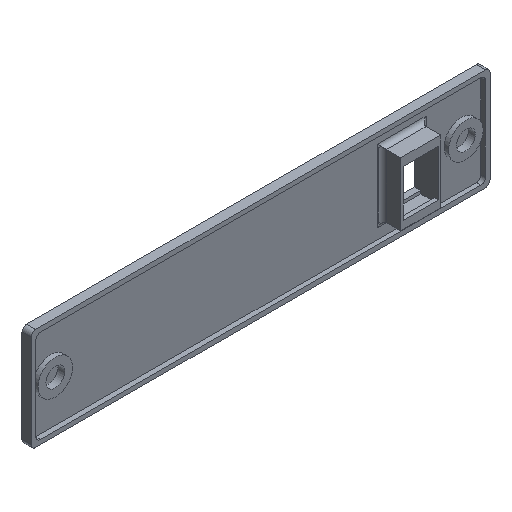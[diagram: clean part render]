
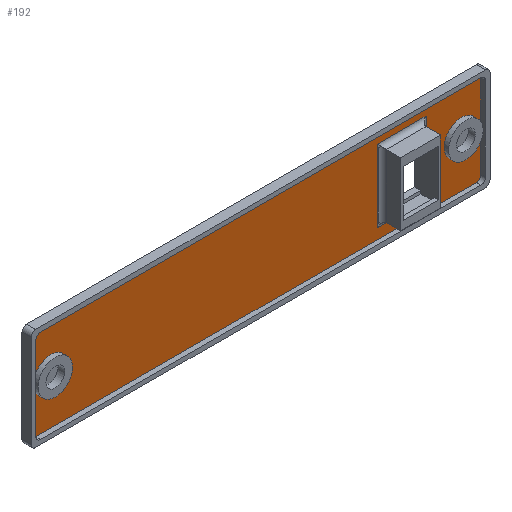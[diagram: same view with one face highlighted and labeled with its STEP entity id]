
A CAD part, isometric view. The second image highlights one B-rep face of the part: STEP entity #192.
In plain terms, the highlighted planar face has unit normal (0, -1, 0).
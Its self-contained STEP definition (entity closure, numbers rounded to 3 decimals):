
#27=CARTESIAN_POINT('',(-425.8,22.,426.75));
#28=DIRECTION('',(0.,-1.,0.));
#29=DIRECTION('',(0.,0.,-1.));
#30=AXIS2_PLACEMENT_3D('',#27,#28,#29);
#31=PLANE('',#30);
#32=CARTESIAN_POINT('',(-509.8,22.,497.305));
#33=VERTEX_POINT('',#32);
#34=CARTESIAN_POINT('',(-509.8,22.,460.855));
#35=VERTEX_POINT('',#34);
#36=CARTESIAN_POINT('',(-509.8,22.,497.305));
#37=DIRECTION('',(0.,0.,-1.));
#38=VECTOR('',#37,36.45);
#39=LINE('',#36,#38);
#40=EDGE_CURVE('',#33,#35,#39,.T.);
#41=ORIENTED_EDGE('',*,*,#40,.T.);
#42=CARTESIAN_POINT('',(-507.8,22.,458.855));
#43=VERTEX_POINT('',#42);
#44=CARTESIAN_POINT('',(-507.8,22.,460.855));
#45=DIRECTION('',(0.,-1.,0.));
#46=DIRECTION('',(1.,0.,0.));
#47=AXIS2_PLACEMENT_3D('',#44,#45,#46);
#48=CIRCLE('',#47,2.);
#49=EDGE_CURVE('',#35,#43,#48,.T.);
#50=ORIENTED_EDGE('',*,*,#49,.T.);
#51=CARTESIAN_POINT('',(-316.2,22.,458.855));
#52=VERTEX_POINT('',#51);
#53=CARTESIAN_POINT('',(-507.8,22.,458.855));
#54=DIRECTION('',(1.,0.,0.));
#55=VECTOR('',#54,191.6);
#56=LINE('',#53,#55);
#57=EDGE_CURVE('',#43,#52,#56,.T.);
#58=ORIENTED_EDGE('',*,*,#57,.T.);
#59=CARTESIAN_POINT('',(-314.2,22.,460.855));
#60=VERTEX_POINT('',#59);
#61=CARTESIAN_POINT('',(-316.2,22.,460.855));
#62=DIRECTION('',(-0.,1.,0.));
#63=DIRECTION('',(-1.,-0.,0.));
#64=AXIS2_PLACEMENT_3D('',#61,#62,#63);
#65=CIRCLE('',#64,2.);
#66=EDGE_CURVE('',#60,#52,#65,.T.);
#67=ORIENTED_EDGE('',*,*,#66,.F.);
#68=CARTESIAN_POINT('',(-314.2,22.,497.305));
#69=VERTEX_POINT('',#68);
#70=CARTESIAN_POINT('',(-314.2,22.,497.305));
#71=DIRECTION('',(0.,0.,-1.));
#72=VECTOR('',#71,36.45);
#73=LINE('',#70,#72);
#74=EDGE_CURVE('',#69,#60,#73,.T.);
#75=ORIENTED_EDGE('',*,*,#74,.F.);
#76=CARTESIAN_POINT('',(-316.2,22.,499.305));
#77=VERTEX_POINT('',#76);
#78=CARTESIAN_POINT('',(-316.2,22.,497.305));
#79=DIRECTION('',(-0.,1.,0.));
#80=DIRECTION('',(-1.,-0.,0.));
#81=AXIS2_PLACEMENT_3D('',#78,#79,#80);
#82=CIRCLE('',#81,2.);
#83=EDGE_CURVE('',#77,#69,#82,.T.);
#84=ORIENTED_EDGE('',*,*,#83,.F.);
#85=CARTESIAN_POINT('',(-507.8,22.,499.305));
#86=VERTEX_POINT('',#85);
#87=CARTESIAN_POINT('',(-316.2,22.,499.305));
#88=DIRECTION('',(-1.,-0.,0.));
#89=VECTOR('',#88,191.6);
#90=LINE('',#87,#89);
#91=EDGE_CURVE('',#77,#86,#90,.T.);
#92=ORIENTED_EDGE('',*,*,#91,.T.);
#93=CARTESIAN_POINT('',(-507.8,22.,497.305));
#94=DIRECTION('',(0.,-1.,0.));
#95=DIRECTION('',(1.,0.,0.));
#96=AXIS2_PLACEMENT_3D('',#93,#94,#95);
#97=CIRCLE('',#96,2.);
#98=EDGE_CURVE('',#86,#33,#97,.T.);
#99=ORIENTED_EDGE('',*,*,#98,.T.);
#100=EDGE_LOOP('',(#41,#50,#58,#67,#75,#84,#92,#99));
#101=FACE_BOUND('',#100,.T.);
#102=CARTESIAN_POINT('',(-508.8,22.,479.1));
#103=VERTEX_POINT('',#102);
#104=CARTESIAN_POINT('',(-493.8,22.,479.1));
#105=VERTEX_POINT('',#104);
#106=CARTESIAN_POINT('',(-501.3,22.,479.1));
#107=DIRECTION('',(0.,-1.,0.));
#108=DIRECTION('',(1.,0.,0.));
#109=AXIS2_PLACEMENT_3D('',#106,#107,#108);
#110=CIRCLE('',#109,7.5);
#111=EDGE_CURVE('',#103,#105,#110,.T.);
#112=ORIENTED_EDGE('',*,*,#111,.F.);
#113=CARTESIAN_POINT('',(-501.3,22.,479.1));
#114=DIRECTION('',(0.,-1.,0.));
#115=DIRECTION('',(1.,0.,0.));
#116=AXIS2_PLACEMENT_3D('',#113,#114,#115);
#117=CIRCLE('',#116,7.5);
#118=EDGE_CURVE('',#105,#103,#117,.T.);
#119=ORIENTED_EDGE('',*,*,#118,.F.);
#120=EDGE_LOOP('',(#112,#119));
#121=FACE_BOUND('',#120,.T.);
#122=CARTESIAN_POINT('',(-330.2,22.,479.1));
#123=VERTEX_POINT('',#122);
#124=CARTESIAN_POINT('',(-315.2,22.,479.1));
#125=VERTEX_POINT('',#124);
#126=CARTESIAN_POINT('',(-322.7,22.,479.1));
#127=DIRECTION('',(-0.,1.,0.));
#128=DIRECTION('',(-1.,-0.,0.));
#129=AXIS2_PLACEMENT_3D('',#126,#127,#128);
#130=CIRCLE('',#129,7.5);
#131=EDGE_CURVE('',#123,#125,#130,.T.);
#132=ORIENTED_EDGE('',*,*,#131,.T.);
#133=CARTESIAN_POINT('',(-322.7,22.,479.1));
#134=DIRECTION('',(-0.,1.,0.));
#135=DIRECTION('',(-1.,-0.,0.));
#136=AXIS2_PLACEMENT_3D('',#133,#134,#135);
#137=CIRCLE('',#136,7.5);
#138=EDGE_CURVE('',#125,#123,#137,.T.);
#139=ORIENTED_EDGE('',*,*,#138,.T.);
#140=EDGE_LOOP('',(#132,#139));
#141=FACE_BOUND('',#140,.T.);
#142=CARTESIAN_POINT('',(-338.525,22.,493.28));
#143=VERTEX_POINT('',#142);
#144=CARTESIAN_POINT('',(-338.525,22.,492.83));
#145=VERTEX_POINT('',#144);
#146=CARTESIAN_POINT('',(-338.525,22.,493.28));
#147=DIRECTION('',(0.,0.,-1.));
#148=VECTOR('',#147,0.45);
#149=LINE('',#146,#148);
#150=EDGE_CURVE('',#143,#145,#149,.T.);
#151=ORIENTED_EDGE('',*,*,#150,.T.);
#152=CARTESIAN_POINT('',(-338.525,22.,465.33));
#153=VERTEX_POINT('',#152);
#154=CARTESIAN_POINT('',(-338.525,22.,492.83));
#155=DIRECTION('',(0.,0.,-1.));
#156=VECTOR('',#155,27.5);
#157=LINE('',#154,#156);
#158=EDGE_CURVE('',#145,#153,#157,.T.);
#159=ORIENTED_EDGE('',*,*,#158,.T.);
#160=CARTESIAN_POINT('',(-338.525,22.,464.88));
#161=VERTEX_POINT('',#160);
#162=CARTESIAN_POINT('',(-338.525,22.,465.33));
#163=DIRECTION('',(0.,0.,-1.));
#164=VECTOR('',#163,0.45);
#165=LINE('',#162,#164);
#166=EDGE_CURVE('',#153,#161,#165,.T.);
#167=ORIENTED_EDGE('',*,*,#166,.T.);
#168=CARTESIAN_POINT('',(-358.775,22.,464.88));
#169=VERTEX_POINT('',#168);
#170=CARTESIAN_POINT('',(-338.525,22.,464.88));
#171=DIRECTION('',(-1.,-0.,-0.));
#172=VECTOR('',#171,20.25);
#173=LINE('',#170,#172);
#174=EDGE_CURVE('',#161,#169,#173,.T.);
#175=ORIENTED_EDGE('',*,*,#174,.T.);
#176=CARTESIAN_POINT('',(-358.775,22.,493.28));
#177=VERTEX_POINT('',#176);
#178=CARTESIAN_POINT('',(-358.775,22.,464.88));
#179=DIRECTION('',(-0.,-0.,1.));
#180=VECTOR('',#179,28.4);
#181=LINE('',#178,#180);
#182=EDGE_CURVE('',#169,#177,#181,.T.);
#183=ORIENTED_EDGE('',*,*,#182,.T.);
#184=CARTESIAN_POINT('',(-358.775,22.,493.28));
#185=DIRECTION('',(1.,0.,0.));
#186=VECTOR('',#185,20.25);
#187=LINE('',#184,#186);
#188=EDGE_CURVE('',#177,#143,#187,.T.);
#189=ORIENTED_EDGE('',*,*,#188,.T.);
#190=EDGE_LOOP('',(#151,#159,#167,#175,#183,#189));
#191=FACE_BOUND('',#190,.T.);
#192=ADVANCED_FACE('',(#101,#121,#141,#191),#31,.T.);
